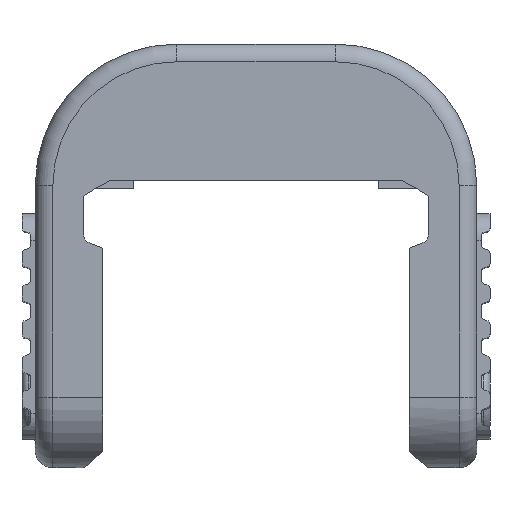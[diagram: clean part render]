
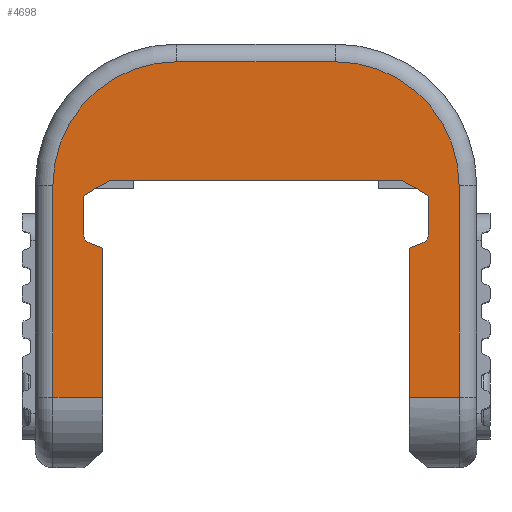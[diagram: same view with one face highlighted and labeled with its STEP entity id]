
A CAD part, front view. The second image highlights one B-rep face of the part: STEP entity #4698.
In plain terms, the highlighted planar face has unit normal (0, -1, 0).
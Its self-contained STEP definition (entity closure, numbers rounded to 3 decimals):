
#4415=CARTESIAN_POINT('',(19.51,557.,21.424));
#4416=VERTEX_POINT('',#4415);
#4423=CARTESIAN_POINT('',(19.51,557.,25.754));
#4424=VERTEX_POINT('',#4423);
#4425=CARTESIAN_POINT('',(19.51,557.,21.424));
#4426=DIRECTION('',(-0.,-0.,1.));
#4427=VECTOR('',#4426,4.33);
#4428=LINE('',#4425,#4427);
#4429=EDGE_CURVE('',#4416,#4424,#4428,.T.);
#4445=CARTESIAN_POINT('',(-19.51,557.,21.424));
#4446=VERTEX_POINT('',#4445);
#4447=CARTESIAN_POINT('',(-19.51,557.,25.753));
#4448=VERTEX_POINT('',#4447);
#4449=CARTESIAN_POINT('',(-19.51,557.,21.424));
#4450=DIRECTION('',(0.,0.,1.));
#4451=VECTOR('',#4450,4.329);
#4452=LINE('',#4449,#4451);
#4453=EDGE_CURVE('',#4446,#4448,#4452,.T.);
#4545=CARTESIAN_POINT('',(25.,557.,19.));
#4546=DIRECTION('',(0.,1.,0.));
#4547=DIRECTION('',(0.,0.,1.));
#4548=AXIS2_PLACEMENT_3D('',#4545,#4546,#4547);
#4549=PLANE('',#4548);
#4550=CARTESIAN_POINT('',(17.335,557.,3.));
#4551=VERTEX_POINT('',#4550);
#4552=CARTESIAN_POINT('',(23.,557.,3.));
#4553=VERTEX_POINT('',#4552);
#4554=CARTESIAN_POINT('',(17.335,557.,3.));
#4555=DIRECTION('',(1.,0.,-0.));
#4556=VECTOR('',#4555,5.665);
#4557=LINE('',#4554,#4556);
#4558=EDGE_CURVE('',#4551,#4553,#4557,.T.);
#4559=ORIENTED_EDGE('',*,*,#4558,.T.);
#4560=CARTESIAN_POINT('',(23.,557.,27.));
#4561=VERTEX_POINT('',#4560);
#4562=CARTESIAN_POINT('',(23.,557.,3.));
#4563=DIRECTION('',(0.,0.,1.));
#4564=VECTOR('',#4563,24.);
#4565=LINE('',#4562,#4564);
#4566=EDGE_CURVE('',#4553,#4561,#4565,.T.);
#4567=ORIENTED_EDGE('',*,*,#4566,.T.);
#4568=CARTESIAN_POINT('',(9.,557.,41.));
#4569=VERTEX_POINT('',#4568);
#4570=CARTESIAN_POINT('',(9.,557.,27.));
#4571=DIRECTION('',(-0.,-1.,-0.));
#4572=DIRECTION('',(0.,-0.,1.));
#4573=AXIS2_PLACEMENT_3D('',#4570,#4571,#4572);
#4574=CIRCLE('',#4573,14.);
#4575=EDGE_CURVE('',#4561,#4569,#4574,.T.);
#4576=ORIENTED_EDGE('',*,*,#4575,.T.);
#4577=CARTESIAN_POINT('',(-9.,557.,41.));
#4578=VERTEX_POINT('',#4577);
#4579=CARTESIAN_POINT('',(9.,557.,41.));
#4580=DIRECTION('',(-1.,-0.,0.));
#4581=VECTOR('',#4580,18.);
#4582=LINE('',#4579,#4581);
#4583=EDGE_CURVE('',#4569,#4578,#4582,.T.);
#4584=ORIENTED_EDGE('',*,*,#4583,.T.);
#4585=CARTESIAN_POINT('',(-23.,557.,27.));
#4586=VERTEX_POINT('',#4585);
#4587=CARTESIAN_POINT('',(-9.,557.,27.));
#4588=DIRECTION('',(-0.,-1.,-0.));
#4589=DIRECTION('',(0.,-0.,1.));
#4590=AXIS2_PLACEMENT_3D('',#4587,#4588,#4589);
#4591=CIRCLE('',#4590,14.);
#4592=EDGE_CURVE('',#4578,#4586,#4591,.T.);
#4593=ORIENTED_EDGE('',*,*,#4592,.T.);
#4594=CARTESIAN_POINT('',(-23.,557.,3.));
#4595=VERTEX_POINT('',#4594);
#4596=CARTESIAN_POINT('',(-23.,557.,27.));
#4597=DIRECTION('',(-0.,-0.,-1.));
#4598=VECTOR('',#4597,24.);
#4599=LINE('',#4596,#4598);
#4600=EDGE_CURVE('',#4586,#4595,#4599,.T.);
#4601=ORIENTED_EDGE('',*,*,#4600,.T.);
#4602=CARTESIAN_POINT('',(-17.35,557.,3.));
#4603=VERTEX_POINT('',#4602);
#4604=CARTESIAN_POINT('',(-23.,557.,3.));
#4605=DIRECTION('',(1.,0.,-0.));
#4606=VECTOR('',#4605,5.65);
#4607=LINE('',#4604,#4606);
#4608=EDGE_CURVE('',#4595,#4603,#4607,.T.);
#4609=ORIENTED_EDGE('',*,*,#4608,.T.);
#4610=CARTESIAN_POINT('',(-17.35,557.,19.9));
#4611=VERTEX_POINT('',#4610);
#4612=CARTESIAN_POINT('',(-17.35,557.,3.));
#4613=DIRECTION('',(0.,0.,1.));
#4614=VECTOR('',#4613,16.9);
#4615=LINE('',#4612,#4614);
#4616=EDGE_CURVE('',#4603,#4611,#4615,.T.);
#4617=ORIENTED_EDGE('',*,*,#4616,.T.);
#4618=CARTESIAN_POINT('',(-18.873,557.,20.492));
#4619=VERTEX_POINT('',#4618);
#4620=CARTESIAN_POINT('',(-17.35,557.,19.9));
#4621=DIRECTION('',(-0.932,0.,0.362));
#4622=VECTOR('',#4621,1.634);
#4623=LINE('',#4620,#4622);
#4624=EDGE_CURVE('',#4611,#4619,#4623,.T.);
#4625=ORIENTED_EDGE('',*,*,#4624,.T.);
#4626=CARTESIAN_POINT('',(-18.51,557.,21.424));
#4627=DIRECTION('',(0.,1.,0.));
#4628=DIRECTION('',(0.,-0.,1.));
#4629=AXIS2_PLACEMENT_3D('',#4626,#4627,#4628);
#4630=CIRCLE('',#4629,1.);
#4631=EDGE_CURVE('',#4619,#4446,#4630,.T.);
#4632=ORIENTED_EDGE('',*,*,#4631,.T.);
#4633=ORIENTED_EDGE('',*,*,#4453,.T.);
#4634=CARTESIAN_POINT('',(-18.195,557.,26.679));
#4635=VERTEX_POINT('',#4634);
#4636=CARTESIAN_POINT('',(-18.195,557.,26.679));
#4637=DIRECTION('',(-0.818,0.,-0.576));
#4638=VECTOR('',#4637,1.608);
#4639=LINE('',#4636,#4638);
#4640=EDGE_CURVE('',#4635,#4448,#4639,.T.);
#4641=ORIENTED_EDGE('',*,*,#4640,.F.);
#4642=CARTESIAN_POINT('',(-16.6,557.,27.5));
#4643=VERTEX_POINT('',#4642);
#4644=CARTESIAN_POINT('',(-16.6,557.,27.5));
#4645=DIRECTION('',(-0.889,0.,-0.458));
#4646=VECTOR('',#4645,1.794);
#4647=LINE('',#4644,#4646);
#4648=EDGE_CURVE('',#4643,#4635,#4647,.T.);
#4649=ORIENTED_EDGE('',*,*,#4648,.F.);
#4650=CARTESIAN_POINT('',(16.6,557.,27.5));
#4651=VERTEX_POINT('',#4650);
#4652=CARTESIAN_POINT('',(-16.6,557.,27.5));
#4653=DIRECTION('',(1.,0.,-0.));
#4654=VECTOR('',#4653,33.2);
#4655=LINE('',#4652,#4654);
#4656=EDGE_CURVE('',#4643,#4651,#4655,.T.);
#4657=ORIENTED_EDGE('',*,*,#4656,.T.);
#4658=CARTESIAN_POINT('',(18.195,557.,26.679));
#4659=VERTEX_POINT('',#4658);
#4660=CARTESIAN_POINT('',(16.6,557.,27.5));
#4661=DIRECTION('',(0.889,0.,-0.458));
#4662=VECTOR('',#4661,1.794);
#4663=LINE('',#4660,#4662);
#4664=EDGE_CURVE('',#4651,#4659,#4663,.T.);
#4665=ORIENTED_EDGE('',*,*,#4664,.T.);
#4666=CARTESIAN_POINT('',(19.51,557.,25.754));
#4667=DIRECTION('',(-0.818,0.,0.575));
#4668=VECTOR('',#4667,1.607);
#4669=LINE('',#4666,#4668);
#4670=EDGE_CURVE('',#4424,#4659,#4669,.T.);
#4671=ORIENTED_EDGE('',*,*,#4670,.F.);
#4672=ORIENTED_EDGE('',*,*,#4429,.F.);
#4673=CARTESIAN_POINT('',(18.873,557.,20.492));
#4674=VERTEX_POINT('',#4673);
#4675=CARTESIAN_POINT('',(18.51,557.,21.424));
#4676=DIRECTION('',(0.,1.,0.));
#4677=DIRECTION('',(0.,-0.,1.));
#4678=AXIS2_PLACEMENT_3D('',#4675,#4676,#4677);
#4679=CIRCLE('',#4678,1.);
#4680=EDGE_CURVE('',#4416,#4674,#4679,.T.);
#4681=ORIENTED_EDGE('',*,*,#4680,.T.);
#4682=CARTESIAN_POINT('',(17.35,557.,19.9));
#4683=VERTEX_POINT('',#4682);
#4684=CARTESIAN_POINT('',(17.35,557.,19.9));
#4685=DIRECTION('',(0.932,0.,0.362));
#4686=VECTOR('',#4685,1.634);
#4687=LINE('',#4684,#4686);
#4688=EDGE_CURVE('',#4683,#4674,#4687,.T.);
#4689=ORIENTED_EDGE('',*,*,#4688,.F.);
#4690=CARTESIAN_POINT('',(17.335,557.,3.));
#4691=DIRECTION('',(0.001,0.,1.));
#4692=VECTOR('',#4691,16.9);
#4693=LINE('',#4690,#4692);
#4694=EDGE_CURVE('',#4551,#4683,#4693,.T.);
#4695=ORIENTED_EDGE('',*,*,#4694,.F.);
#4696=EDGE_LOOP('',(#4559,#4567,#4576,#4584,#4593,#4601,#4609,#4617,#4625,#4632,#4633,#4641,#4649,#4657,#4665,#4671,#4672,#4681,#4689,#4695));
#4697=FACE_BOUND('',#4696,.T.);
#4698=ADVANCED_FACE('',(#4697),#4549,.F.);
